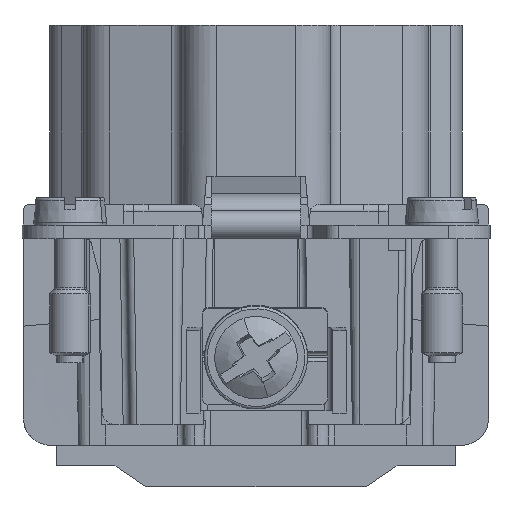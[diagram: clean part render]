
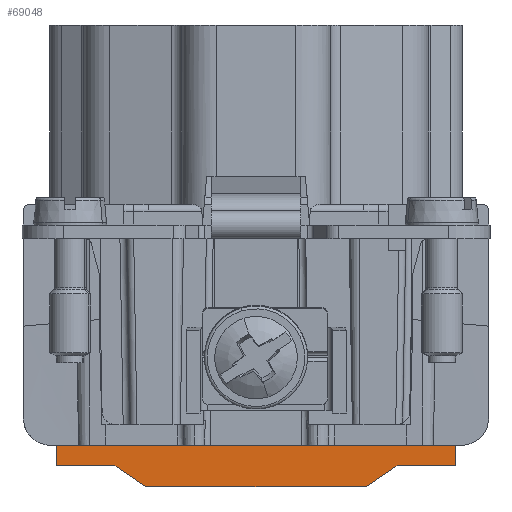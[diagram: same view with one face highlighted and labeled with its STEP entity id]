
A CAD part, front view. The second image highlights one B-rep face of the part: STEP entity #69048.
In plain terms, the highlighted planar face has unit normal (0, -1, 0).
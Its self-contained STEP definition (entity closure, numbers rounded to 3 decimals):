
#47001=AXIS2_PLACEMENT_3D('Circle Axis2P3D',#46999,#47000,$) ;
#47513=AXIS2_PLACEMENT_3D('Circle Axis2P3D',#47511,#47512,$) ;
#47584=AXIS2_PLACEMENT_3D('Circle Axis2P3D',#47582,#47583,$) ;
#47616=AXIS2_PLACEMENT_3D('Circle Axis2P3D',#47614,#47615,$) ;
#69024=AXIS2_PLACEMENT_3D('Plane Axis2P3D',#69021,#69022,#69023) ;
#30705=CARTESIAN_POINT('Vertex',(3.778,15.45,4.)) ;
#30723=CARTESIAN_POINT('Line Origine',(17.,15.45,4.)) ;
#30727=CARTESIAN_POINT('Vertex',(30.222,15.45,4.)) ;
#36959=CARTESIAN_POINT('Vertex',(3.629,15.45,4.)) ;
#36962=CARTESIAN_POINT('Line Origine',(3.703,15.45,4.)) ;
#37320=CARTESIAN_POINT('Line Origine',(30.297,15.45,4.)) ;
#37324=CARTESIAN_POINT('Vertex',(30.371,15.45,4.)) ;
#40155=CARTESIAN_POINT('Vertex',(32.371,15.45,13.1)) ;
#40158=CARTESIAN_POINT('Line Origine',(32.946,15.45,13.1)) ;
#40162=CARTESIAN_POINT('Vertex',(33.521,15.45,13.1)) ;
#40842=CARTESIAN_POINT('Vertex',(31.5,15.45,3.03)) ;
#40845=CARTESIAN_POINT('Line Origine',(31.5,15.45,2.265)) ;
#40849=CARTESIAN_POINT('Vertex',(31.5,15.45,1.5)) ;
#41479=CARTESIAN_POINT('Line Origine',(29.372,15.45,1.5)) ;
#41483=CARTESIAN_POINT('Vertex',(27.244,15.45,1.5)) ;
#41992=CARTESIAN_POINT('Line Origine',(26.122,15.45,0.75)) ;
#41996=CARTESIAN_POINT('Vertex',(25.,15.45,0.)) ;
#42218=CARTESIAN_POINT('Line Origine',(17.,15.45,0.)) ;
#42222=CARTESIAN_POINT('Vertex',(9.,15.45,0.)) ;
#43298=CARTESIAN_POINT('Line Origine',(7.878,15.45,0.75)) ;
#43302=CARTESIAN_POINT('Vertex',(6.756,15.45,1.5)) ;
#43783=CARTESIAN_POINT('Line Origine',(4.628,15.45,1.5)) ;
#43787=CARTESIAN_POINT('Vertex',(2.5,15.45,1.5)) ;
#44571=CARTESIAN_POINT('Line Origine',(2.5,15.45,2.265)) ;
#44575=CARTESIAN_POINT('Vertex',(2.5,15.45,3.03)) ;
#44788=CARTESIAN_POINT('Vertex',(0.479,15.45,13.1)) ;
#44791=CARTESIAN_POINT('Line Origine',(1.054,15.45,13.1)) ;
#44795=CARTESIAN_POINT('Vertex',(1.629,15.45,13.1)) ;
#46996=CARTESIAN_POINT('Vertex',(1.629,15.45,6.)) ;
#46999=CARTESIAN_POINT('Axis2P3D Location',(3.629,15.45,6.)) ;
#47511=CARTESIAN_POINT('Axis2P3D Location',(30.371,15.45,6.)) ;
#47515=CARTESIAN_POINT('Vertex',(32.371,15.45,6.)) ;
#47538=CARTESIAN_POINT('Line Origine',(32.371,15.45,9.55)) ;
#47556=CARTESIAN_POINT('Line Origine',(33.521,15.45,9.483)) ;
#47560=CARTESIAN_POINT('Vertex',(33.521,15.45,5.866)) ;
#47582=CARTESIAN_POINT('Axis2P3D Location',(30.521,15.45,5.866)) ;
#47606=CARTESIAN_POINT('Vertex',(0.479,15.45,5.866)) ;
#47614=CARTESIAN_POINT('Axis2P3D Location',(3.479,15.45,5.866)) ;
#47632=CARTESIAN_POINT('Line Origine',(0.479,15.45,9.483)) ;
#47644=CARTESIAN_POINT('Line Origine',(1.629,15.45,9.55)) ;
#69021=CARTESIAN_POINT('Axis2P3D Location',(23.25,15.45,14.5)) ;
#30724=DIRECTION('Vector Direction',(1.,0.,0.)) ;
#36963=DIRECTION('Vector Direction',(1.,0.,0.)) ;
#37321=DIRECTION('Vector Direction',(1.,0.,0.)) ;
#40159=DIRECTION('Vector Direction',(1.,0.,0.)) ;
#40846=DIRECTION('Vector Direction',(0.,0.,1.)) ;
#41480=DIRECTION('Vector Direction',(1.,0.,0.)) ;
#41993=DIRECTION('Vector Direction',(-0.831,0.,-0.556)) ;
#42219=DIRECTION('Vector Direction',(1.,0.,0.)) ;
#43299=DIRECTION('Vector Direction',(0.831,0.,-0.556)) ;
#43784=DIRECTION('Vector Direction',(1.,0.,0.)) ;
#44572=DIRECTION('Vector Direction',(0.,0.,1.)) ;
#44792=DIRECTION('Vector Direction',(1.,0.,0.)) ;
#47000=DIRECTION('Axis2P3D Direction',(0.,-1.,0.)) ;
#47512=DIRECTION('Axis2P3D Direction',(0.,1.,0.)) ;
#47539=DIRECTION('Vector Direction',(0.,0.,1.)) ;
#47557=DIRECTION('Vector Direction',(0.,0.,1.)) ;
#47583=DIRECTION('Axis2P3D Direction',(0.,1.,0.)) ;
#47615=DIRECTION('Axis2P3D Direction',(0.,-1.,0.)) ;
#47633=DIRECTION('Vector Direction',(0.,0.,1.)) ;
#47645=DIRECTION('Vector Direction',(0.,0.,1.)) ;
#69022=DIRECTION('Axis2P3D Direction',(0.,1.,0.)) ;
#69023=DIRECTION('Axis2P3D XDirection',(1.,0.,0.)) ;
#30725=VECTOR('Line Direction',#30724,1.) ;
#36964=VECTOR('Line Direction',#36963,1.) ;
#37322=VECTOR('Line Direction',#37321,1.) ;
#40160=VECTOR('Line Direction',#40159,1.) ;
#40847=VECTOR('Line Direction',#40846,1.) ;
#41481=VECTOR('Line Direction',#41480,1.) ;
#41994=VECTOR('Line Direction',#41993,1.) ;
#42220=VECTOR('Line Direction',#42219,1.) ;
#43300=VECTOR('Line Direction',#43299,1.) ;
#43785=VECTOR('Line Direction',#43784,1.) ;
#44573=VECTOR('Line Direction',#44572,1.) ;
#44793=VECTOR('Line Direction',#44792,1.) ;
#47540=VECTOR('Line Direction',#47539,1.) ;
#47558=VECTOR('Line Direction',#47557,1.) ;
#47634=VECTOR('Line Direction',#47633,1.) ;
#47646=VECTOR('Line Direction',#47645,1.) ;
#69027=ORIENTED_EDGE('',*,*,#36966,.T.) ;
#69028=ORIENTED_EDGE('',*,*,#47003,.T.) ;
#69029=ORIENTED_EDGE('',*,*,#47648,.T.) ;
#69030=ORIENTED_EDGE('',*,*,#44797,.T.) ;
#69031=ORIENTED_EDGE('',*,*,#47636,.T.) ;
#69032=ORIENTED_EDGE('',*,*,#47618,.T.) ;
#69033=ORIENTED_EDGE('',*,*,#44577,.T.) ;
#69034=ORIENTED_EDGE('',*,*,#43789,.T.) ;
#69035=ORIENTED_EDGE('',*,*,#43304,.T.) ;
#69036=ORIENTED_EDGE('',*,*,#42224,.T.) ;
#69037=ORIENTED_EDGE('',*,*,#41998,.F.) ;
#69038=ORIENTED_EDGE('',*,*,#41485,.F.) ;
#69039=ORIENTED_EDGE('',*,*,#40851,.F.) ;
#69040=ORIENTED_EDGE('',*,*,#47586,.F.) ;
#69041=ORIENTED_EDGE('',*,*,#47562,.F.) ;
#69042=ORIENTED_EDGE('',*,*,#40164,.F.) ;
#69043=ORIENTED_EDGE('',*,*,#47542,.F.) ;
#69044=ORIENTED_EDGE('',*,*,#47517,.F.) ;
#69045=ORIENTED_EDGE('',*,*,#37326,.T.) ;
#69046=ORIENTED_EDGE('',*,*,#30729,.T.) ;
#69048=ADVANCED_FACE('Hauptk\X2\00F6\X0\rper',(#69047),#69025,.F.) ;
#47002=CIRCLE('generated circle',#47001,2.) ;
#47514=CIRCLE('generated circle',#47513,2.) ;
#47585=CIRCLE('generated circle',#47584,3.) ;
#47617=CIRCLE('generated circle',#47616,3.) ;
#30729=EDGE_CURVE('',#30728,#30706,#30726,.F.) ;
#36966=EDGE_CURVE('',#30706,#36960,#36965,.F.) ;
#37326=EDGE_CURVE('',#37325,#30728,#37323,.F.) ;
#40164=EDGE_CURVE('',#40156,#40163,#40161,.T.) ;
#40851=EDGE_CURVE('',#40843,#40850,#40848,.F.) ;
#41485=EDGE_CURVE('',#40850,#41484,#41482,.F.) ;
#41998=EDGE_CURVE('',#41484,#41997,#41995,.T.) ;
#42224=EDGE_CURVE('',#42223,#41997,#42221,.T.) ;
#43304=EDGE_CURVE('',#43303,#42223,#43301,.T.) ;
#43789=EDGE_CURVE('',#43788,#43303,#43786,.T.) ;
#44577=EDGE_CURVE('',#44576,#43788,#44574,.F.) ;
#44797=EDGE_CURVE('',#44796,#44789,#44794,.F.) ;
#47003=EDGE_CURVE('',#36960,#46997,#47002,.F.) ;
#47517=EDGE_CURVE('',#37325,#47516,#47514,.F.) ;
#47542=EDGE_CURVE('',#47516,#40156,#47541,.T.) ;
#47562=EDGE_CURVE('',#40163,#47561,#47559,.F.) ;
#47586=EDGE_CURVE('',#47561,#40843,#47585,.T.) ;
#47618=EDGE_CURVE('',#47607,#44576,#47617,.T.) ;
#47636=EDGE_CURVE('',#44789,#47607,#47635,.F.) ;
#47648=EDGE_CURVE('',#46997,#44796,#47647,.T.) ;
#69026=EDGE_LOOP('',(#69027,#69028,#69029,#69030,#69031,#69032,#69033,#69034,#69035,#69036,#69037,#69038,#69039,#69040,#69041,#69042,#69043,#69044,#69045,#69046)) ;
#69047=FACE_OUTER_BOUND('',#69026,.T.) ;
#30726=LINE('Line',#30723,#30725) ;
#36965=LINE('Line',#36962,#36964) ;
#37323=LINE('Line',#37320,#37322) ;
#40161=LINE('Line',#40158,#40160) ;
#40848=LINE('Line',#40845,#40847) ;
#41482=LINE('Line',#41479,#41481) ;
#41995=LINE('Line',#41992,#41994) ;
#42221=LINE('Line',#42218,#42220) ;
#43301=LINE('Line',#43298,#43300) ;
#43786=LINE('Line',#43783,#43785) ;
#44574=LINE('Line',#44571,#44573) ;
#44794=LINE('Line',#44791,#44793) ;
#47541=LINE('Line',#47538,#47540) ;
#47559=LINE('Line',#47556,#47558) ;
#47635=LINE('Line',#47632,#47634) ;
#47647=LINE('Line',#47644,#47646) ;
#69025=PLANE('',#69024) ;
#30706=VERTEX_POINT('',#30705) ;
#30728=VERTEX_POINT('',#30727) ;
#36960=VERTEX_POINT('',#36959) ;
#37325=VERTEX_POINT('',#37324) ;
#40156=VERTEX_POINT('',#40155) ;
#40163=VERTEX_POINT('',#40162) ;
#40843=VERTEX_POINT('',#40842) ;
#40850=VERTEX_POINT('',#40849) ;
#41484=VERTEX_POINT('',#41483) ;
#41997=VERTEX_POINT('',#41996) ;
#42223=VERTEX_POINT('',#42222) ;
#43303=VERTEX_POINT('',#43302) ;
#43788=VERTEX_POINT('',#43787) ;
#44576=VERTEX_POINT('',#44575) ;
#44789=VERTEX_POINT('',#44788) ;
#44796=VERTEX_POINT('',#44795) ;
#46997=VERTEX_POINT('',#46996) ;
#47516=VERTEX_POINT('',#47515) ;
#47561=VERTEX_POINT('',#47560) ;
#47607=VERTEX_POINT('',#47606) ;
